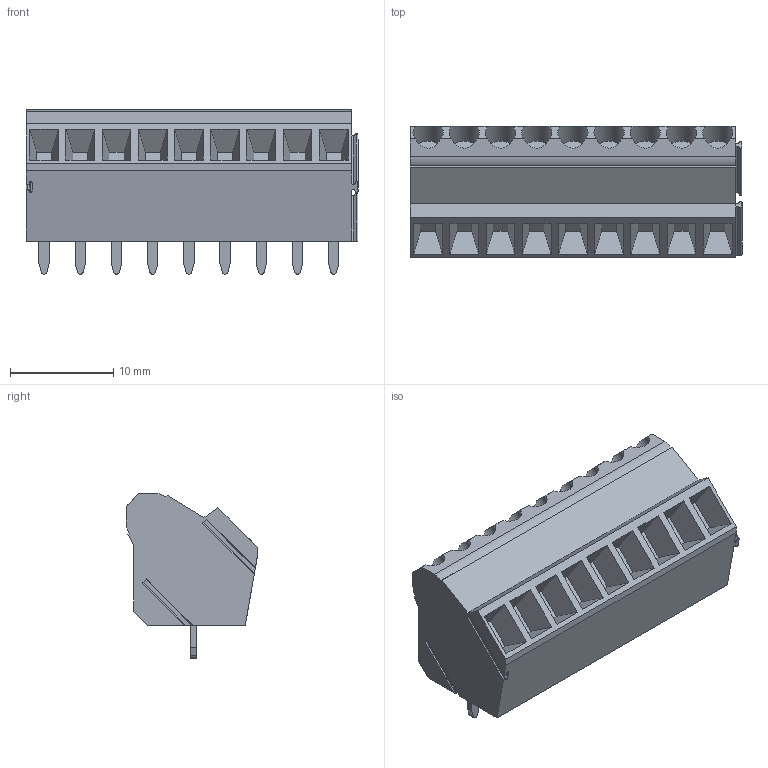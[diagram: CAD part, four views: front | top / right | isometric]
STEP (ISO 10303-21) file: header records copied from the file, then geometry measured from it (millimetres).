
FILE_DESCRIPTION(('CATIA V5 STEP Exchange','CAx-IF Rec.Pracs.--- Model Styling and Organization---1.2---2011-12-15'),'2;1');
FILE_NAME ('D1457405_0_1845270000_1845270000.stp','2018-09-07T05:47:13+00:00',('none'),('Weidmueller'),'CATIA Version 5-6 Release 2014','CATIA V5 STEP AP214','none');
FILE_SCHEMA(('AUTOMOTIVE_DESIGN { 1 0 10303 214 1 1 1 1 }'));
Length unit declared in the file: millimetre
Products named in the file (1): 1845270000
Bounding box: 32.1 x 12.7 x 15.9 mm (x, y, z)
Volume: 3785.9 mm3; surface area: 2208.2 mm2
Topology: 10 solids, 10 shells, 227 faces, 594 edges, 396 vertices
Faces by surface type: plane 166, cylinder 61
Entity records: 6959 total; most frequent: CARTESIAN_POINT 1829, ORIENTED_EDGE 1188, DIRECTION 798, EDGE_CURVE 594, VECTOR 400, LINE 400, VERTEX_POINT 396, AXIS2_PLACEMENT_3D 254
